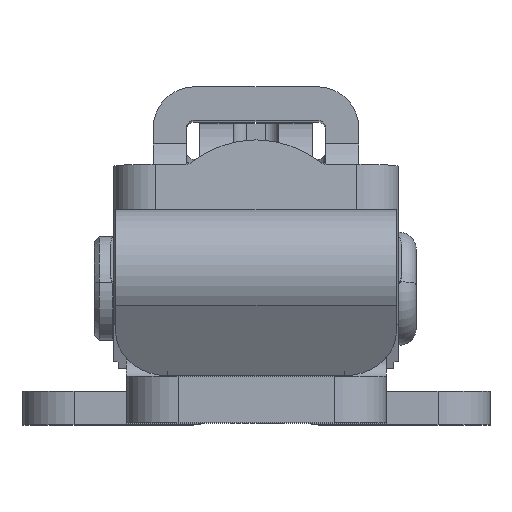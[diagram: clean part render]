
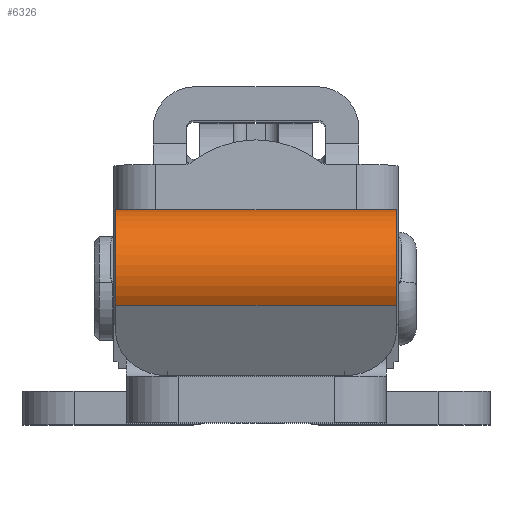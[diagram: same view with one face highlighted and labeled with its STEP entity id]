
A CAD part, top view. The second image highlights one B-rep face of the part: STEP entity #6326.
In plain terms, the highlighted cylindrical face has radius 6 mm (diameter 12 mm), a partial arc.
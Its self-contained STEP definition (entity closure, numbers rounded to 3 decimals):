
#256 = CIRCLE ( 'NONE', #2915, 6. ) ;
#389 = ORIENTED_EDGE ( 'NONE', *, *, #6718, .F. ) ;
#1155 = VERTEX_POINT ( 'NONE', #11183 ) ;
#1352 = EDGE_CURVE ( 'NONE', #4561, #1155, #5483, .T. ) ;
#1461 = VECTOR ( 'NONE', #10473, 1000. ) ;
#1692 = ORIENTED_EDGE ( 'NONE', *, *, #5524, .T. ) ;
#1773 = CARTESIAN_POINT ( 'NONE',  ( 13.5, 0., 0. ) ) ;
#2915 = AXIS2_PLACEMENT_3D ( 'NONE', #9142, #7866, #6603 ) ;
#3253 = LINE ( 'NONE', #11763, #1461 ) ;
#3783 = VERTEX_POINT ( 'NONE', #3954 ) ;
#3954 = CARTESIAN_POINT ( 'NONE',  ( 13.5, 0., -6. ) ) ;
#4036 = EDGE_LOOP ( 'NONE', ( #11540, #389, #8187, #1692 ) ) ;
#4512 = DIRECTION ( 'NONE',  ( -1., 0., 0. ) ) ;
#4561 = VERTEX_POINT ( 'NONE', #11126 ) ;
#5075 = VECTOR ( 'NONE', #4512, 1000. ) ;
#5447 = VERTEX_POINT ( 'NONE', #6639 ) ;
#5483 = CIRCLE ( 'NONE', #5876, 6. ) ;
#5524 = EDGE_CURVE ( 'NONE', #3783, #4561, #7007, .T. ) ;
#5760 = CARTESIAN_POINT ( 'NONE',  ( 13.5, 0., -6. ) ) ;
#5876 = AXIS2_PLACEMENT_3D ( 'NONE', #11128, #8598, #7326 ) ;
#6026 = FACE_OUTER_BOUND ( 'NONE', #4036, .T. ) ;
#6326 = ADVANCED_FACE ( 'NONE', ( #6026 ), #6651, .T. ) ;
#6485 = DIRECTION ( 'NONE',  ( 0., 0., 1. ) ) ;
#6603 = DIRECTION ( 'NONE',  ( 0., 0., -1. ) ) ;
#6639 = CARTESIAN_POINT ( 'NONE',  ( 13.5, 4.915, 3.441 ) ) ;
#6651 = CYLINDRICAL_SURFACE ( 'NONE', #7598, 6. ) ;
#6718 = EDGE_CURVE ( 'NONE', #5447, #1155, #3253, .T. ) ;
#7007 = LINE ( 'NONE', #5760, #5075 ) ;
#7326 = DIRECTION ( 'NONE',  ( 0., 0., -1. ) ) ;
#7598 = AXIS2_PLACEMENT_3D ( 'NONE', #1773, #7735, #6485 ) ;
#7735 = DIRECTION ( 'NONE',  ( -1., 0., 0. ) ) ;
#7866 = DIRECTION ( 'NONE',  ( 1., 0., 0. ) ) ;
#8187 = ORIENTED_EDGE ( 'NONE', *, *, #11928, .F. ) ;
#8598 = DIRECTION ( 'NONE',  ( 1., 0., 0. ) ) ;
#9142 = CARTESIAN_POINT ( 'NONE',  ( 13.5, 0., 0. ) ) ;
#10473 = DIRECTION ( 'NONE',  ( -1., 0., 0. ) ) ;
#11126 = CARTESIAN_POINT ( 'NONE',  ( -13.5, 0., -6. ) ) ;
#11128 = CARTESIAN_POINT ( 'NONE',  ( -13.5, 0., 0. ) ) ;
#11183 = CARTESIAN_POINT ( 'NONE',  ( -13.5, 4.915, 3.441 ) ) ;
#11540 = ORIENTED_EDGE ( 'NONE', *, *, #1352, .T. ) ;
#11763 = CARTESIAN_POINT ( 'NONE',  ( 13.5, 4.915, 3.441 ) ) ;
#11928 = EDGE_CURVE ( 'NONE', #3783, #5447, #256, .T. ) ;
